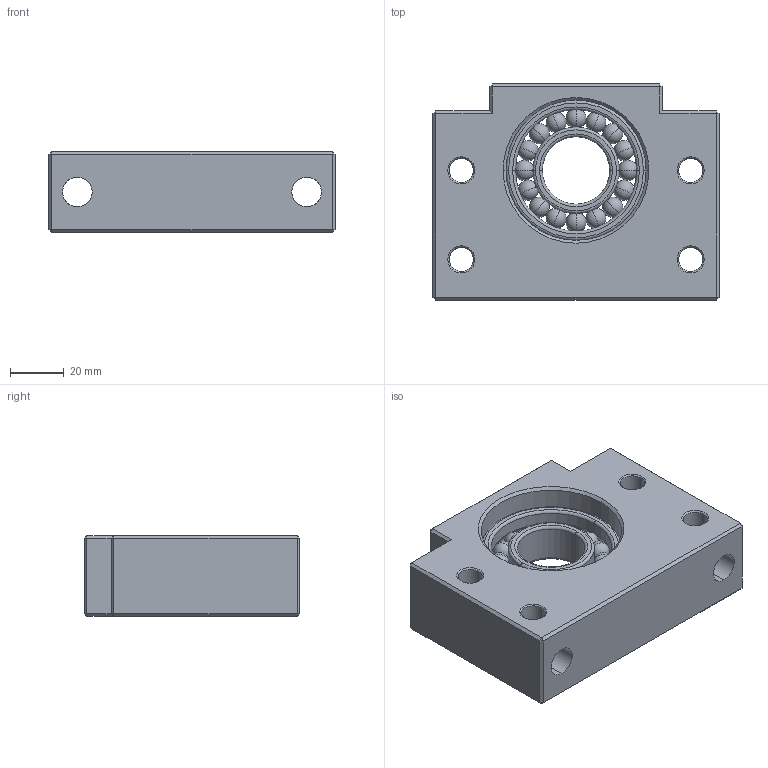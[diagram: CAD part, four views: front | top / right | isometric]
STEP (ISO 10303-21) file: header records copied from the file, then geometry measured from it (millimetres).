
FILE_DESCRIPTION(/* description */ ('Alibre Inc.'),/* implementation_level */ '2;1');
FILE_NAME(/* name */ 'export0',/* time_stamp */ '2016-07-18T16:54:01+02:00',/* author */ (''),/* organization */ (''),/* preprocessor_version */ 'ST-DEVELOPER v14',/* originating_system */ 'Alibre',/* authorisation */ '');
FILE_SCHEMA (('AUTOMOTIVE_DESIGN'));
Length unit declared in the file: millimetre
Products named in the file (20): BF25X
Bounding box: 106 x 80 x 30 mm (x, y, z)
Volume: 171843.1 mm3; surface area: 44701.4 mm2
Topology: 19 solids, 19 shells, 166 faces, 408 edges, 210 vertices
Faces by surface type: plane 50, cylinder 38, sphere 32, cone 24, torus 22
Entity records: 5591 total; most frequent: CARTESIAN_POINT 1417, DIRECTION 842, ORIENTED_EDGE 688, AXIS2_PLACEMENT_3D 379, EDGE_CURVE 344, VERTEX_POINT 210, EDGE_LOOP 186, FACE_BOUND 186
